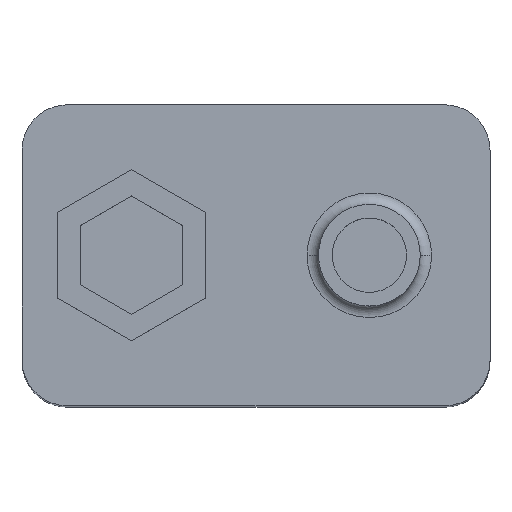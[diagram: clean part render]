
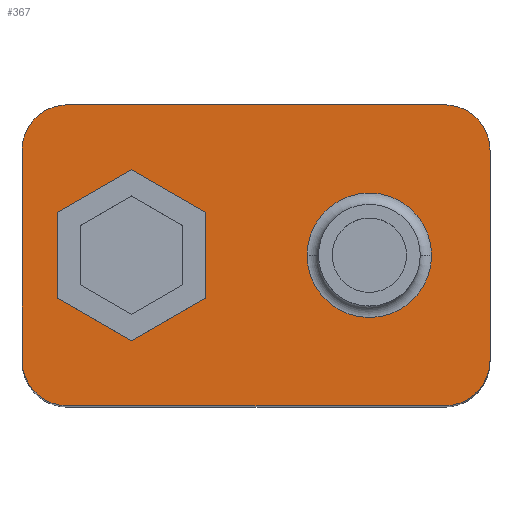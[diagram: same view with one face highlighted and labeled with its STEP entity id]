
A CAD part, top view. The second image highlights one B-rep face of the part: STEP entity #367.
In plain terms, the highlighted planar face has unit normal (0, 0, 1).
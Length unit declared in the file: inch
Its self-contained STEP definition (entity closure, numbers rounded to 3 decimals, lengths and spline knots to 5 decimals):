
#15 = DIRECTION ( 'NONE',  ( 0., 0., -1. ) ) ;
#42 = ORIENTED_EDGE ( 'NONE', *, *, #196, .T. ) ;
#72 = CARTESIAN_POINT ( 'NONE',  ( -0.513, 0.33, 0.883 ) ) ;
#89 = AXIS2_PLACEMENT_3D ( 'NONE', #1010, #1488, #519 ) ;
#96 = EDGE_CURVE ( 'NONE', #698, #1152, #1259, .T. ) ;
#111 = VECTOR ( 'NONE', #803, 39.37008 ) ;
#124 = VECTOR ( 'NONE', #1024, 39.37008 ) ;
#148 = CARTESIAN_POINT ( 'NONE',  ( 0.2485, 0., 0.883 ) ) ;
#158 = CIRCLE ( 'NONE', #832, 0.1 ) ;
#193 = DIRECTION ( 'NONE',  ( -1., 0., 0. ) ) ;
#196 = EDGE_CURVE ( 'NONE', #1548, #211, #1030, .T. ) ;
#198 = CARTESIAN_POINT ( 'NONE',  ( -0.1475, 0., 0.883 ) ) ;
#211 = VERTEX_POINT ( 'NONE', #489 ) ;
#218 = ORIENTED_EDGE ( 'NONE', *, *, #1101, .T. ) ;
#245 = DIRECTION ( 'NONE',  ( -1., 0., 0. ) ) ;
#248 = DIRECTION ( 'NONE',  ( -1., 0., 0. ) ) ;
#259 = LINE ( 'NONE', #859, #1452 ) ;
#284 = EDGE_LOOP ( 'NONE', ( #546, #825, #435, #522, #1011, #218, #42, #1181 ) ) ;
#317 = CARTESIAN_POINT ( 'NONE',  ( -0.513, -0.33, 0.883 ) ) ;
#324 = VERTEX_POINT ( 'NONE', #418 ) ;
#329 = DIRECTION ( 'NONE',  ( -1., 0., 0. ) ) ;
#357 = DIRECTION ( 'NONE',  ( 0., 0., 1. ) ) ;
#367 = ADVANCED_FACE ( 'NONE', ( #899, #1045, #1269 ), #907, .F. ) ;
#377 = CARTESIAN_POINT ( 'NONE',  ( -0.413, -0.33, 0.883 ) ) ;
#418 = CARTESIAN_POINT ( 'NONE',  ( 0.112, 0., 0.883 ) ) ;
#419 = EDGE_LOOP ( 'NONE', ( #1295, #1478 ) ) ;
#432 = VERTEX_POINT ( 'NONE', #1278 ) ;
#435 = ORIENTED_EDGE ( 'NONE', *, *, #1442, .F. ) ;
#453 = AXIS2_PLACEMENT_3D ( 'NONE', #148, #15, #1485 ) ;
#463 = CARTESIAN_POINT ( 'NONE',  ( -0.413, 0.23, 0.883 ) ) ;
#489 = CARTESIAN_POINT ( 'NONE',  ( 0.413, -0.33, 0.883 ) ) ;
#508 = DIRECTION ( 'NONE',  ( 0., -1., 0. ) ) ;
#512 = DIRECTION ( 'NONE',  ( -1., 0., 0. ) ) ;
#519 = DIRECTION ( 'NONE',  ( -1., 0., 0. ) ) ;
#522 = ORIENTED_EDGE ( 'NONE', *, *, #1506, .T. ) ;
#546 = ORIENTED_EDGE ( 'NONE', *, *, #1554, .F. ) ;
#569 = LINE ( 'NONE', #72, #743 ) ;
#570 = VERTEX_POINT ( 'NONE', #1083 ) ;
#584 = CARTESIAN_POINT ( 'NONE',  ( -0.513, 0.33, 0.883 ) ) ;
#591 = EDGE_CURVE ( 'NONE', #1152, #698, #972, .T. ) ;
#606 = CARTESIAN_POINT ( 'NONE',  ( 0.513, 0.23, 0.883 ) ) ;
#698 = VERTEX_POINT ( 'NONE', #1071 ) ;
#699 = EDGE_LOOP ( 'NONE', ( #922, #811 ) ) ;
#725 = DIRECTION ( 'NONE',  ( 0., 0., 1. ) ) ;
#743 = VECTOR ( 'NONE', #919, 39.37008 ) ;
#764 = CARTESIAN_POINT ( 'NONE',  ( -0.413, -0.23, 0.883 ) ) ;
#767 = EDGE_CURVE ( 'NONE', #570, #324, #1054, .T. ) ;
#794 = AXIS2_PLACEMENT_3D ( 'NONE', #764, #1476, #1237 ) ;
#803 = DIRECTION ( 'NONE',  ( 1., 0., 0. ) ) ;
#811 = ORIENTED_EDGE ( 'NONE', *, *, #767, .T. ) ;
#825 = ORIENTED_EDGE ( 'NONE', *, *, #1333, .T. ) ;
#832 = AXIS2_PLACEMENT_3D ( 'NONE', #1287, #1060, #193 ) ;
#859 = CARTESIAN_POINT ( 'NONE',  ( 0.513, 0.33, 0.883 ) ) ;
#868 = DIRECTION ( 'NONE',  ( 0., 0., -1. ) ) ;
#899 = FACE_BOUND ( 'NONE', #699, .T. ) ;
#907 = PLANE ( 'NONE',  #1345 ) ;
#919 = DIRECTION ( 'NONE',  ( 0., -1., 0. ) ) ;
#922 = ORIENTED_EDGE ( 'NONE', *, *, #1061, .T. ) ;
#926 = AXIS2_PLACEMENT_3D ( 'NONE', #1464, #1335, #248 ) ;
#958 = CARTESIAN_POINT ( 'NONE',  ( -0.513, 0.23, 0.883 ) ) ;
#972 = CIRCLE ( 'NONE', #926, 0.1255 ) ;
#984 = EDGE_CURVE ( 'NONE', #211, #1415, #158, .T. ) ;
#1010 = CARTESIAN_POINT ( 'NONE',  ( -0.273, 0., 0.883 ) ) ;
#1011 = ORIENTED_EDGE ( 'NONE', *, *, #1458, .T. ) ;
#1024 = DIRECTION ( 'NONE',  ( 1., 0., 0. ) ) ;
#1030 = LINE ( 'NONE', #317, #111 ) ;
#1045 = FACE_BOUND ( 'NONE', #419, .T. ) ;
#1054 = CIRCLE ( 'NONE', #453, 0.1365 ) ;
#1060 = DIRECTION ( 'NONE',  ( 0., 0., 1. ) ) ;
#1061 = EDGE_CURVE ( 'NONE', #324, #570, #1220, .T. ) ;
#1071 = CARTESIAN_POINT ( 'NONE',  ( -0.3985, 0., 0.883 ) ) ;
#1083 = CARTESIAN_POINT ( 'NONE',  ( 0.385, 0., 0.883 ) ) ;
#1092 = CIRCLE ( 'NONE', #1193, 0.1 ) ;
#1101 = EDGE_CURVE ( 'NONE', #1154, #1548, #1425, .T. ) ;
#1152 = VERTEX_POINT ( 'NONE', #198 ) ;
#1154 = VERTEX_POINT ( 'NONE', #1271 ) ;
#1175 = VERTEX_POINT ( 'NONE', #1508 ) ;
#1181 = ORIENTED_EDGE ( 'NONE', *, *, #984, .T. ) ;
#1190 = AXIS2_PLACEMENT_3D ( 'NONE', #463, #725, #1208 ) ;
#1193 = AXIS2_PLACEMENT_3D ( 'NONE', #1202, #357, #245 ) ;
#1202 = CARTESIAN_POINT ( 'NONE',  ( 0.413, 0.23, 0.883 ) ) ;
#1208 = DIRECTION ( 'NONE',  ( -1., 0., 0. ) ) ;
#1220 = CIRCLE ( 'NONE', #1275, 0.1365 ) ;
#1237 = DIRECTION ( 'NONE',  ( -1., 0., 0. ) ) ;
#1259 = CIRCLE ( 'NONE', #89, 0.1255 ) ;
#1262 = LINE ( 'NONE', #1509, #124 ) ;
#1269 = FACE_OUTER_BOUND ( 'NONE', #284, .T. ) ;
#1271 = CARTESIAN_POINT ( 'NONE',  ( -0.513, -0.23, 0.883 ) ) ;
#1275 = AXIS2_PLACEMENT_3D ( 'NONE', #1489, #868, #512 ) ;
#1278 = CARTESIAN_POINT ( 'NONE',  ( -0.413, 0.33, 0.883 ) ) ;
#1287 = CARTESIAN_POINT ( 'NONE',  ( 0.413, -0.23, 0.883 ) ) ;
#1295 = ORIENTED_EDGE ( 'NONE', *, *, #96, .F. ) ;
#1333 = EDGE_CURVE ( 'NONE', #1491, #1175, #1092, .T. ) ;
#1335 = DIRECTION ( 'NONE',  ( 0., 0., 1. ) ) ;
#1345 = AXIS2_PLACEMENT_3D ( 'NONE', #584, #1536, #329 ) ;
#1415 = VERTEX_POINT ( 'NONE', #1461 ) ;
#1425 = CIRCLE ( 'NONE', #794, 0.1 ) ;
#1442 = EDGE_CURVE ( 'NONE', #432, #1175, #1262, .T. ) ;
#1448 = CIRCLE ( 'NONE', #1190, 0.1 ) ;
#1452 = VECTOR ( 'NONE', #508, 39.37008 ) ;
#1458 = EDGE_CURVE ( 'NONE', #1510, #1154, #569, .T. ) ;
#1461 = CARTESIAN_POINT ( 'NONE',  ( 0.513, -0.23, 0.883 ) ) ;
#1464 = CARTESIAN_POINT ( 'NONE',  ( -0.273, 0., 0.883 ) ) ;
#1476 = DIRECTION ( 'NONE',  ( 0., 0., 1. ) ) ;
#1478 = ORIENTED_EDGE ( 'NONE', *, *, #591, .F. ) ;
#1485 = DIRECTION ( 'NONE',  ( -1., 0., 0. ) ) ;
#1488 = DIRECTION ( 'NONE',  ( 0., 0., 1. ) ) ;
#1489 = CARTESIAN_POINT ( 'NONE',  ( 0.2485, 0., 0.883 ) ) ;
#1491 = VERTEX_POINT ( 'NONE', #606 ) ;
#1506 = EDGE_CURVE ( 'NONE', #432, #1510, #1448, .T. ) ;
#1508 = CARTESIAN_POINT ( 'NONE',  ( 0.413, 0.33, 0.883 ) ) ;
#1509 = CARTESIAN_POINT ( 'NONE',  ( -0.513, 0.33, 0.883 ) ) ;
#1510 = VERTEX_POINT ( 'NONE', #958 ) ;
#1536 = DIRECTION ( 'NONE',  ( 0., 0., -1. ) ) ;
#1548 = VERTEX_POINT ( 'NONE', #377 ) ;
#1554 = EDGE_CURVE ( 'NONE', #1491, #1415, #259, .T. ) ;
